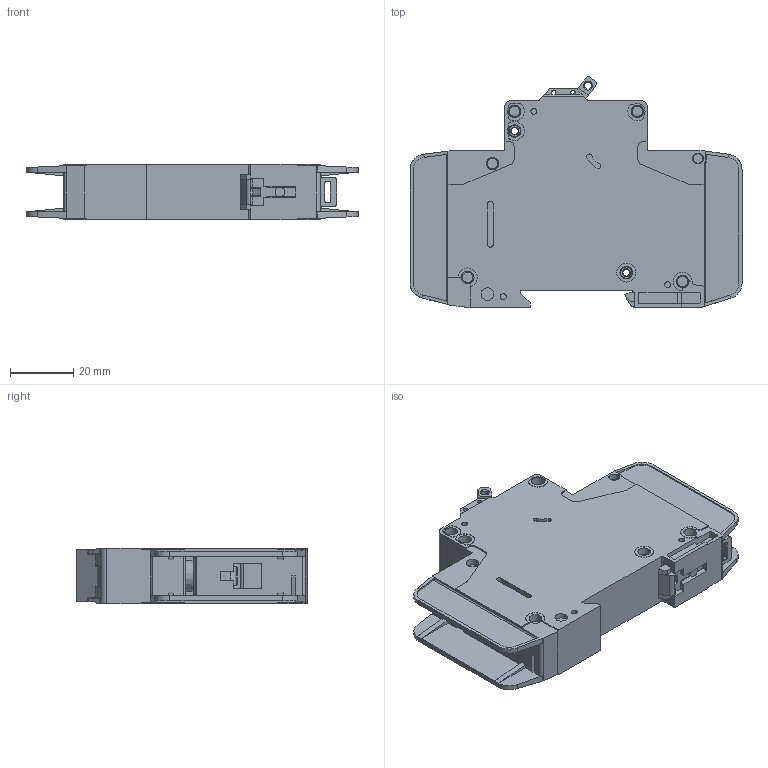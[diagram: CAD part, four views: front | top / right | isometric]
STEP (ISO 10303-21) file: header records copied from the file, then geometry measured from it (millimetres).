
FILE_DESCRIPTION (( 'STEP AP214' ), '1' );
FILE_NAME ('FAZ-C1P5-1-NA-L-SP.step', '2019-10-23T14:36:24', ( '' ), ( '' ), 'SwSTEP 2.0', 'SolidWorks 2019', '' );
FILE_SCHEMA (( 'AUTOMOTIVE_DESIGN' ));
Length unit declared in the file: inch
Products named in the file (1): FAZ-C1P5-1-NA-L-SP
Bounding box: 105 x 73.04 x 17.7 mm (x, y, z)
Volume: 76732.2 mm3; surface area: 26455 mm2
Topology: 1 solids, 6 shells, 1127 faces, 3095 edges, 2007 vertices
Faces by surface type: plane 671, cylinder 357, bspline 50, cone 49
Entity records: 38562 total; most frequent: CARTESIAN_POINT 10256, ORIENTED_EDGE 6158, DIRECTION 5566, EDGE_CURVE 3079, VERTEX_POINT 2007, LINE 2004, VECTOR 2004, AXIS2_PLACEMENT_3D 1781
